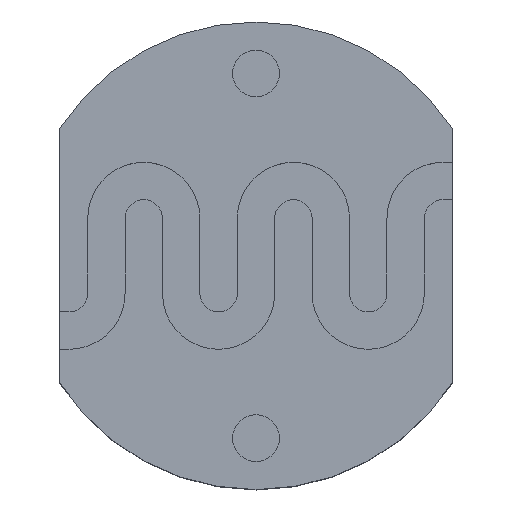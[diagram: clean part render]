
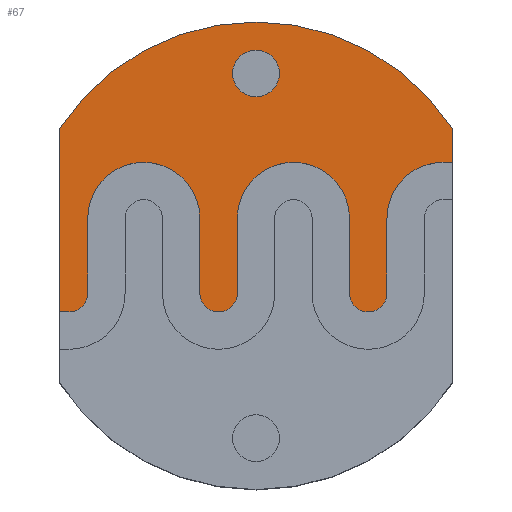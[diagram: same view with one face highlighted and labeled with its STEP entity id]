
A CAD part, top view. The second image highlights one B-rep face of the part: STEP entity #67.
In plain terms, the highlighted planar face has unit normal (0, 0, 1).
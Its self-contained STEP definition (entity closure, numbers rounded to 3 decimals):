
#67=ADVANCED_FACE('',(#447,#449),#451,.T.);
#447=FACE_BOUND('',#448,.T.);
#448=EDGE_LOOP('',(#752,#753,#754,#755,#756,#757,#758,#759,#760,#761,#762,#763,#764,
#765,#766,#767));
#449=FACE_BOUND('',#450,.T.);
#450=EDGE_LOOP('',(#768));
#451=PLANE('',#452);
#452=AXIS2_PLACEMENT_3D('',#453,#454,#455);
#453=CARTESIAN_POINT('',(0.,0.,2.4));
#454=DIRECTION('',(0.,0.,1.));
#455=DIRECTION('',(1.,0.,0.));
#752=ORIENTED_EDGE('',*,*,#960,.T.);
#753=ORIENTED_EDGE('',*,*,#961,.T.);
#754=ORIENTED_EDGE('',*,*,#962,.T.);
#755=ORIENTED_EDGE('',*,*,#963,.T.);
#756=ORIENTED_EDGE('',*,*,#964,.T.);
#757=ORIENTED_EDGE('',*,*,#965,.T.);
#758=ORIENTED_EDGE('',*,*,#966,.T.);
#759=ORIENTED_EDGE('',*,*,#967,.T.);
#760=ORIENTED_EDGE('',*,*,#968,.T.);
#761=ORIENTED_EDGE('',*,*,#969,.T.);
#762=ORIENTED_EDGE('',*,*,#970,.T.);
#763=ORIENTED_EDGE('',*,*,#971,.T.);
#764=ORIENTED_EDGE('',*,*,#972,.T.);
#765=ORIENTED_EDGE('',*,*,#973,.T.);
#766=ORIENTED_EDGE('',*,*,#974,.T.);
#767=ORIENTED_EDGE('',*,*,#975,.T.);
#768=ORIENTED_EDGE('',*,*,#976,.F.);
#960=EDGE_CURVE('',#1070,#1071,#1072,.F.);
#961=EDGE_CURVE('',#1071,#1073,#1074,.T.);
#962=EDGE_CURVE('',#1073,#1075,#1076,.T.);
#963=EDGE_CURVE('',#1075,#1077,#1078,.T.);
#964=EDGE_CURVE('',#1077,#1079,#1080,.F.);
#965=EDGE_CURVE('',#1079,#1081,#1082,.F.);
#966=EDGE_CURVE('',#1081,#1083,#1084,.F.);
#967=EDGE_CURVE('',#1083,#1085,#1086,.F.);
#968=EDGE_CURVE('',#1085,#1087,#1088,.F.);
#969=EDGE_CURVE('',#1087,#1089,#1090,.F.);
#970=EDGE_CURVE('',#1089,#1091,#1092,.F.);
#971=EDGE_CURVE('',#1091,#1093,#1094,.F.);
#972=EDGE_CURVE('',#1093,#1095,#1096,.F.);
#973=EDGE_CURVE('',#1095,#1097,#1098,.F.);
#974=EDGE_CURVE('',#1097,#1099,#1100,.F.);
#975=EDGE_CURVE('',#1099,#1070,#1101,.F.);
#976=EDGE_CURVE('',#1102,#1102,#1103,.T.);
#1070=VERTEX_POINT('',#1262);
#1071=VERTEX_POINT('',#1263);
#1072=LINE('',#1264,#1265);
#1073=VERTEX_POINT('',#1267);
#1074=LINE('',#1268,#1269);
#1075=VERTEX_POINT('',#1271);
#1076=CIRCLE('',#1272,2.5);
#1077=VERTEX_POINT('',#1276);
#1078=LINE('',#1277,#1278);
#1079=VERTEX_POINT('',#1280);
#1080=LINE('',#1281,#1282);
#1081=VERTEX_POINT('',#1284);
#1082=CIRCLE('',#1285,0.2);
#1083=VERTEX_POINT('',#1289);
#1084=LINE('',#1290,#1291);
#1085=VERTEX_POINT('',#1293);
#1086=CIRCLE('',#1294,0.6);
#1087=VERTEX_POINT('',#1298);
#1088=LINE('',#1299,#1300);
#1089=VERTEX_POINT('',#1302);
#1090=CIRCLE('',#1303,0.2);
#1091=VERTEX_POINT('',#1307);
#1092=LINE('',#1308,#1309);
#1093=VERTEX_POINT('',#1311);
#1094=CIRCLE('',#1312,0.6);
#1095=VERTEX_POINT('',#1316);
#1096=LINE('',#1317,#1318);
#1097=VERTEX_POINT('',#1320);
#1098=CIRCLE('',#1321,0.2);
#1099=VERTEX_POINT('',#1325);
#1100=LINE('',#1326,#1327);
#1101=CIRCLE('',#1329,0.6);
#1102=VERTEX_POINT('',#1333);
#1103=CIRCLE('',#1334,0.25);
#1262=CARTESIAN_POINT('',(2.,1.,2.4));
#1263=CARTESIAN_POINT('',(2.1,1.,2.4));
#1264=CARTESIAN_POINT('',(2.1,1.,2.4));
#1265=VECTOR('',#1266,1.);
#1266=DIRECTION('',(-1.,0.,0.));
#1267=CARTESIAN_POINT('',(2.1,1.356,2.4));
#1268=CARTESIAN_POINT('',(2.1,1.,2.4));
#1269=VECTOR('',#1270,1.);
#1270=DIRECTION('',(0.,1.,0.));
#1271=CARTESIAN_POINT('',(-2.1,1.356,2.4));
#1272=AXIS2_PLACEMENT_3D('',#1273,#1274,#1275);
#1273=CARTESIAN_POINT('',(0.,0.,2.4));
#1274=DIRECTION('',(0.,0.,1.));
#1275=DIRECTION('',(0.84,0.543,0.));
#1276=CARTESIAN_POINT('',(-2.1,-0.6,2.4));
#1277=CARTESIAN_POINT('',(-2.1,1.356,2.4));
#1278=VECTOR('',#1279,1.);
#1279=DIRECTION('',(0.,-1.,0.));
#1280=CARTESIAN_POINT('',(-2.,-0.6,2.4));
#1281=CARTESIAN_POINT('',(-2.,-0.6,2.4));
#1282=VECTOR('',#1283,1.);
#1283=DIRECTION('',(-1.,0.,0.));
#1284=CARTESIAN_POINT('',(-1.8,-0.4,2.4));
#1285=AXIS2_PLACEMENT_3D('',#1286,#1287,#1288);
#1286=CARTESIAN_POINT('',(-2.,-0.4,2.4));
#1287=DIRECTION('',(0.,0.,-1.));
#1288=DIRECTION('',(1.,0.,0.));
#1289=CARTESIAN_POINT('',(-1.8,0.4,2.4));
#1290=CARTESIAN_POINT('',(-1.8,0.4,2.4));
#1291=VECTOR('',#1292,1.);
#1292=DIRECTION('',(0.,-1.,0.));
#1293=CARTESIAN_POINT('',(-0.6,0.4,2.4));
#1294=AXIS2_PLACEMENT_3D('',#1295,#1296,#1297);
#1295=CARTESIAN_POINT('',(-1.2,0.4,2.4));
#1296=DIRECTION('',(0.,0.,1.));
#1297=DIRECTION('',(1.,0.,0.));
#1298=CARTESIAN_POINT('',(-0.6,-0.4,2.4));
#1299=CARTESIAN_POINT('',(-0.6,-0.4,2.4));
#1300=VECTOR('',#1301,1.);
#1301=DIRECTION('',(0.,1.,0.));
#1302=CARTESIAN_POINT('',(-0.2,-0.4,2.4));
#1303=AXIS2_PLACEMENT_3D('',#1304,#1305,#1306);
#1304=CARTESIAN_POINT('',(-0.4,-0.4,2.4));
#1305=DIRECTION('',(0.,0.,-1.));
#1306=DIRECTION('',(1.,0.,0.));
#1307=CARTESIAN_POINT('',(-0.2,0.4,2.4));
#1308=CARTESIAN_POINT('',(-0.2,0.4,2.4));
#1309=VECTOR('',#1310,1.);
#1310=DIRECTION('',(0.,-1.,0.));
#1311=CARTESIAN_POINT('',(1.,0.4,2.4));
#1312=AXIS2_PLACEMENT_3D('',#1313,#1314,#1315);
#1313=CARTESIAN_POINT('',(0.4,0.4,2.4));
#1314=DIRECTION('',(0.,0.,1.));
#1315=DIRECTION('',(1.,0.,0.));
#1316=CARTESIAN_POINT('',(1.,-0.4,2.4));
#1317=CARTESIAN_POINT('',(1.,-0.4,2.4));
#1318=VECTOR('',#1319,1.);
#1319=DIRECTION('',(0.,1.,0.));
#1320=CARTESIAN_POINT('',(1.4,-0.4,2.4));
#1321=AXIS2_PLACEMENT_3D('',#1322,#1323,#1324);
#1322=CARTESIAN_POINT('',(1.2,-0.4,2.4));
#1323=DIRECTION('',(0.,0.,-1.));
#1324=DIRECTION('',(1.,0.,0.));
#1325=CARTESIAN_POINT('',(1.4,0.4,2.4));
#1326=CARTESIAN_POINT('',(1.4,0.4,2.4));
#1327=VECTOR('',#1328,1.);
#1328=DIRECTION('',(0.,-1.,0.));
#1329=AXIS2_PLACEMENT_3D('',#1330,#1331,#1332);
#1330=CARTESIAN_POINT('',(2.,0.4,2.4));
#1331=DIRECTION('',(0.,-0.,1.));
#1332=DIRECTION('',(0.,1.,0.));
#1333=CARTESIAN_POINT('',(0.25,1.95,2.4));
#1334=AXIS2_PLACEMENT_3D('',#1335,#1336,#1337);
#1335=CARTESIAN_POINT('',(0.,1.95,2.4));
#1336=DIRECTION('',(0.,0.,1.));
#1337=DIRECTION('',(1.,0.,0.));
